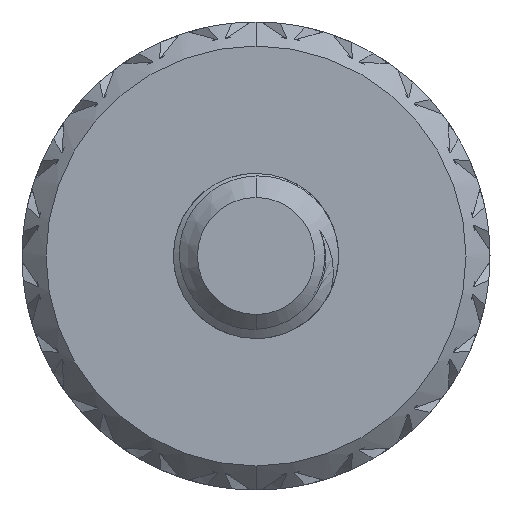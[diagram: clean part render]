
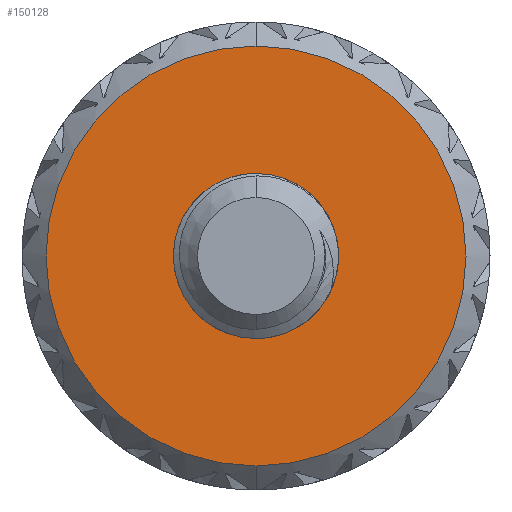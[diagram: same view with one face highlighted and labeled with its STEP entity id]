
A CAD part, left-side view. The second image highlights one B-rep face of the part: STEP entity #150128.
In plain terms, the highlighted planar face has unit normal (-1, 0, 0).
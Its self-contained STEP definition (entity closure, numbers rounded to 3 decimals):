
#524 = AXIS2_PLACEMENT_3D ( 'NONE', #105482, #106591, #156166 ) ;
#3793 = ORIENTED_EDGE ( 'NONE', *, *, #7763, .F. ) ;
#7763 = EDGE_CURVE ( 'NONE', #98628, #121338, #29339, .T. ) ;
#16092 = PLANE ( 'NONE',  #20686 ) ;
#17251 = DIRECTION ( 'NONE',  ( 0., 0., 1. ) ) ;
#20686 = AXIS2_PLACEMENT_3D ( 'NONE', #147263, #45454, #57160 ) ;
#29339 = CIRCLE ( 'NONE', #524, 1.375 ) ;
#32737 = ORIENTED_EDGE ( 'NONE', *, *, #131423, .T. ) ;
#39272 = AXIS2_PLACEMENT_3D ( 'NONE', #137302, #49891, #151700 ) ;
#39418 = CIRCLE ( 'NONE', #39272, 1.375 ) ;
#43885 = CARTESIAN_POINT ( 'NONE',  ( 7., 0., 0. ) ) ;
#45454 = DIRECTION ( 'NONE',  ( 1., 0., 0. ) ) ;
#49891 = DIRECTION ( 'NONE',  ( -1., 0., 0. ) ) ;
#54158 = CARTESIAN_POINT ( 'NONE',  ( 7., 0., -3.5 ) ) ;
#55911 = CIRCLE ( 'NONE', #87866, 3.5 ) ;
#57160 = DIRECTION ( 'NONE',  ( 0., 0., -1. ) ) ;
#65742 = DIRECTION ( 'NONE',  ( -1., 0., 0. ) ) ;
#67827 = DIRECTION ( 'NONE',  ( -1., 0., 0. ) ) ;
#71217 = EDGE_CURVE ( 'NONE', #121338, #98628, #39418, .T. ) ;
#81405 = VERTEX_POINT ( 'NONE', #54158 ) ;
#82054 = AXIS2_PLACEMENT_3D ( 'NONE', #43885, #67827, #17251 ) ;
#84833 = EDGE_LOOP ( 'NONE', ( #32737, #145469 ) ) ;
#87866 = AXIS2_PLACEMENT_3D ( 'NONE', #117538, #65742, #106347 ) ;
#93875 = VERTEX_POINT ( 'NONE', #163600 ) ;
#96262 = EDGE_CURVE ( 'NONE', #93875, #81405, #55911, .T. ) ;
#98628 = VERTEX_POINT ( 'NONE', #153242 ) ;
#105482 = CARTESIAN_POINT ( 'NONE',  ( 7., 0., 0. ) ) ;
#106347 = DIRECTION ( 'NONE',  ( 0., 0., 1. ) ) ;
#106591 = DIRECTION ( 'NONE',  ( -1., 0., 0. ) ) ;
#116732 = FACE_BOUND ( 'NONE', #157814, .T. ) ;
#117538 = CARTESIAN_POINT ( 'NONE',  ( 7., 0., 0. ) ) ;
#121338 = VERTEX_POINT ( 'NONE', #122014 ) ;
#122014 = CARTESIAN_POINT ( 'NONE',  ( 7., 0., -1.375 ) ) ;
#131423 = EDGE_CURVE ( 'NONE', #81405, #93875, #131977, .T. ) ;
#131977 = CIRCLE ( 'NONE', #82054, 3.5 ) ;
#137302 = CARTESIAN_POINT ( 'NONE',  ( 7., 0., 0. ) ) ;
#138304 = ORIENTED_EDGE ( 'NONE', *, *, #71217, .F. ) ;
#145469 = ORIENTED_EDGE ( 'NONE', *, *, #96262, .T. ) ;
#147263 = CARTESIAN_POINT ( 'NONE',  ( 7., 1.375, 0. ) ) ;
#150128 = ADVANCED_FACE ( 'NONE', ( #116732, #154535 ), #16092, .F. ) ;
#151700 = DIRECTION ( 'NONE',  ( 0., 0., 1. ) ) ;
#153242 = CARTESIAN_POINT ( 'NONE',  ( 7., 0., 1.375 ) ) ;
#154535 = FACE_OUTER_BOUND ( 'NONE', #84833, .T. ) ;
#156166 = DIRECTION ( 'NONE',  ( 0., 0., 1. ) ) ;
#157814 = EDGE_LOOP ( 'NONE', ( #3793, #138304 ) ) ;
#163600 = CARTESIAN_POINT ( 'NONE',  ( 7., 0., 3.5 ) ) ;
